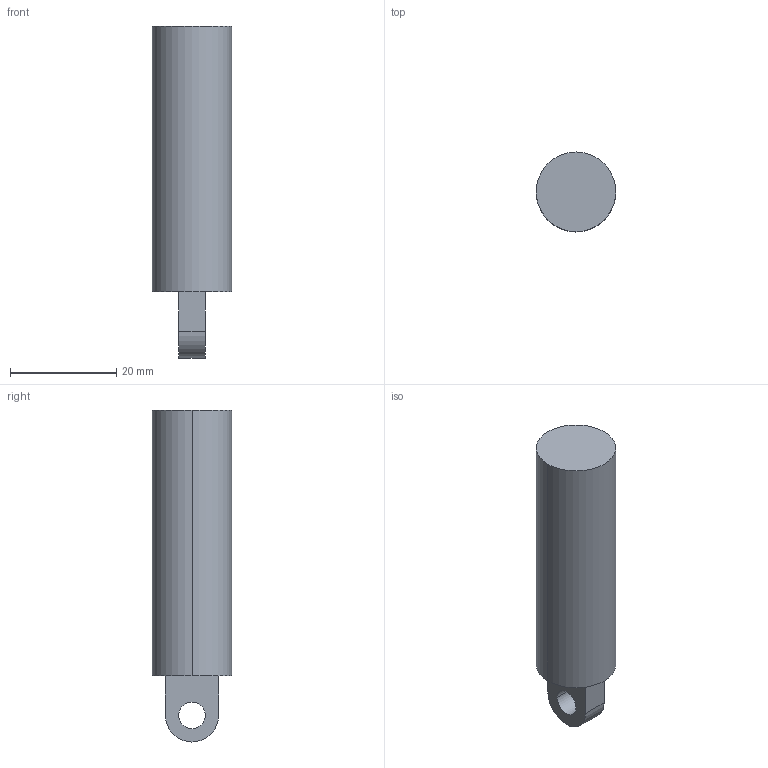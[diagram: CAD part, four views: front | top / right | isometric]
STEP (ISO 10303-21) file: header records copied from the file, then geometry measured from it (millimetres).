
FILE_DESCRIPTION (( 'STEP AP203' ), '1' );
FILE_NAME ('P4_Predeterminado_sldprt.STEP', '2022-04-27T13:33:40', ( '' ), ( '' ), 'SwSTEP 2.0', 'SolidWorks 2021', '' );
FILE_SCHEMA (( 'CONFIG_CONTROL_DESIGN' ));
Length unit declared in the file: millimetre
Products named in the file (1): P4_Predeterminado_sldprt
Bounding box: 15 x 15 x 62.5 mm (x, y, z)
Volume: 9308.9 mm3; surface area: 3081 mm2
Topology: 1 solids, 1 shells, 11 faces, 24 edges, 16 vertices
Faces by surface type: plane 6, cylinder 5
Entity records: 389 total; most frequent: DIRECTION 58, CARTESIAN_POINT 52, ORIENTED_EDGE 48, EDGE_CURVE 24, AXIS2_PLACEMENT_3D 22, VERTEX_POINT 16, VECTOR 14, LINE 14
